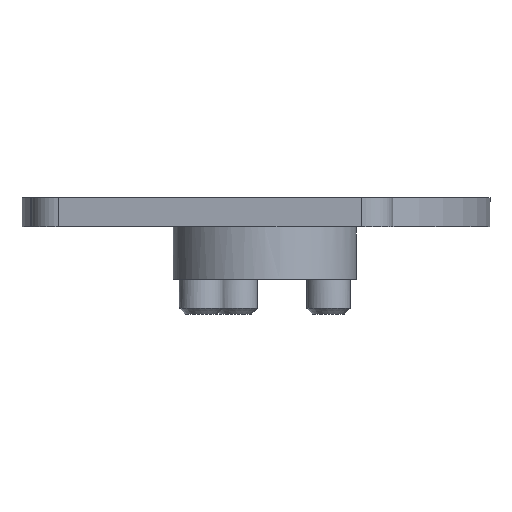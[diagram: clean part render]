
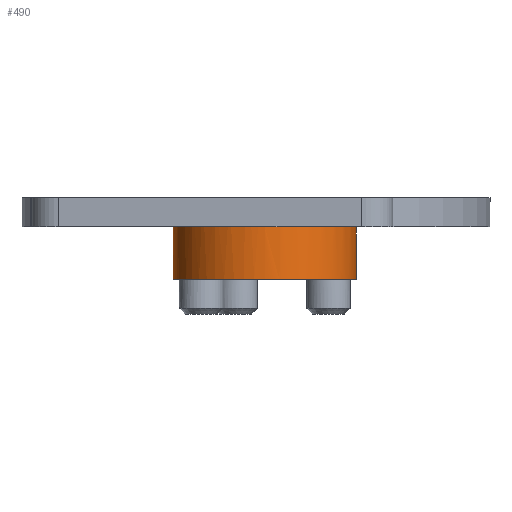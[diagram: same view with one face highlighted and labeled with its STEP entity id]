
A CAD part, left-side view. The second image highlights one B-rep face of the part: STEP entity #490.
In plain terms, the highlighted cylindrical face has radius 7.875 mm (diameter 15.75 mm), a full revolution.
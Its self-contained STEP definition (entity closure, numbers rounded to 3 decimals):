
#55=CYLINDRICAL_SURFACE('',#561,7.875);
#81=FACE_OUTER_BOUND('',#114,.T.);
#114=EDGE_LOOP('',(#438,#439,#440,#441,#442,#443,#444,#445,#446,#447));
#136=LINE('',#1538,#163);
#139=LINE('',#1766,#166);
#142=LINE('',#1779,#169);
#163=VECTOR('',#688,10.);
#166=VECTOR('',#693,10.);
#169=VECTOR('',#714,7.875);
#186=CIRCLE('',#535,7.875);
#197=CIRCLE('',#549,7.875);
#202=CIRCLE('',#562,7.875);
#203=CIRCLE('',#563,7.875);
#204=CIRCLE('',#564,7.875);
#205=CIRCLE('',#565,7.875);
#209=VERTEX_POINT('',#733);
#213=VERTEX_POINT('',#746);
#217=VERTEX_POINT('',#759);
#230=VERTEX_POINT('',#1267);
#231=VERTEX_POINT('',#1269);
#244=VERTEX_POINT('',#1524);
#245=VERTEX_POINT('',#1526);
#249=VERTEX_POINT('',#1774);
#285=EDGE_CURVE('',#231,#230,#186,.T.);
#303=EDGE_CURVE('',#244,#245,#197,.T.);
#309=EDGE_CURVE('',#230,#245,#136,.T.);
#312=EDGE_CURVE('',#244,#231,#139,.T.);
#315=EDGE_CURVE('',#217,#249,#202,.T.);
#316=EDGE_CURVE('',#213,#217,#203,.T.);
#317=EDGE_CURVE('',#209,#213,#204,.T.);
#318=EDGE_CURVE('',#249,#209,#205,.T.);
#319=EDGE_CURVE('',#249,#231,#142,.T.);
#438=ORIENTED_EDGE('',*,*,#315,.F.);
#439=ORIENTED_EDGE('',*,*,#316,.F.);
#440=ORIENTED_EDGE('',*,*,#317,.F.);
#441=ORIENTED_EDGE('',*,*,#318,.F.);
#442=ORIENTED_EDGE('',*,*,#319,.T.);
#443=ORIENTED_EDGE('',*,*,#285,.T.);
#444=ORIENTED_EDGE('',*,*,#309,.T.);
#445=ORIENTED_EDGE('',*,*,#303,.F.);
#446=ORIENTED_EDGE('',*,*,#312,.T.);
#447=ORIENTED_EDGE('',*,*,#319,.F.);
#490=ADVANCED_FACE('',(#81),#55,.T.);
#535=AXIS2_PLACEMENT_3D('',#1270,#640,#641);
#549=AXIS2_PLACEMENT_3D('',#1527,#673,#674);
#561=AXIS2_PLACEMENT_3D('',#1773,#704,#705);
#562=AXIS2_PLACEMENT_3D('',#1775,#706,#707);
#563=AXIS2_PLACEMENT_3D('',#1776,#708,#709);
#564=AXIS2_PLACEMENT_3D('',#1777,#710,#711);
#565=AXIS2_PLACEMENT_3D('',#1778,#712,#713);
#640=DIRECTION('center_axis',(0.,0.,-1.));
#641=DIRECTION('ref_axis',(1.,0.,0.));
#673=DIRECTION('center_axis',(0.,0.,1.));
#674=DIRECTION('ref_axis',(1.,0.,0.));
#688=DIRECTION('',(0.,0.,1.));
#693=DIRECTION('',(0.,0.,-1.));
#704=DIRECTION('center_axis',(0.,0.,-1.));
#705=DIRECTION('ref_axis',(1.,0.,0.));
#706=DIRECTION('center_axis',(0.,0.,-1.));
#707=DIRECTION('ref_axis',(1.,0.,0.));
#708=DIRECTION('center_axis',(0.,0.,-1.));
#709=DIRECTION('ref_axis',(1.,0.,0.));
#710=DIRECTION('center_axis',(0.,0.,-1.));
#711=DIRECTION('ref_axis',(1.,0.,0.));
#712=DIRECTION('center_axis',(0.,0.,-1.));
#713=DIRECTION('ref_axis',(1.,0.,0.));
#714=DIRECTION('',(0.,0.,1.));
#733=CARTESIAN_POINT('',(-3.313,7.446,-7.));
#746=CARTESIAN_POINT('',(7.123,3.557,-7.));
#759=CARTESIAN_POINT('',(3.234,-6.879,-7.));
#1267=CARTESIAN_POINT('',(-7.726,1.998,-2.5));
#1269=CARTESIAN_POINT('',(-7.915,0.283,-2.5));
#1270=CARTESIAN_POINT('Origin',(-0.04,0.283,-2.5));
#1524=CARTESIAN_POINT('',(-7.915,0.283,0.));
#1526=CARTESIAN_POINT('',(-7.726,1.998,0.));
#1527=CARTESIAN_POINT('Origin',(-0.04,0.283,0.));
#1538=CARTESIAN_POINT('',(-7.726,1.998,0.));
#1766=CARTESIAN_POINT('',(-7.915,0.283,0.));
#1773=CARTESIAN_POINT('Origin',(-0.04,0.283,0.));
#1774=CARTESIAN_POINT('',(-7.915,0.283,-7.));
#1775=CARTESIAN_POINT('Origin',(-0.04,0.283,-7.));
#1776=CARTESIAN_POINT('Origin',(-0.04,0.283,-7.));
#1777=CARTESIAN_POINT('Origin',(-0.04,0.283,-7.));
#1778=CARTESIAN_POINT('Origin',(-0.04,0.283,-7.));
#1779=CARTESIAN_POINT('',(-7.915,0.283,0.));
